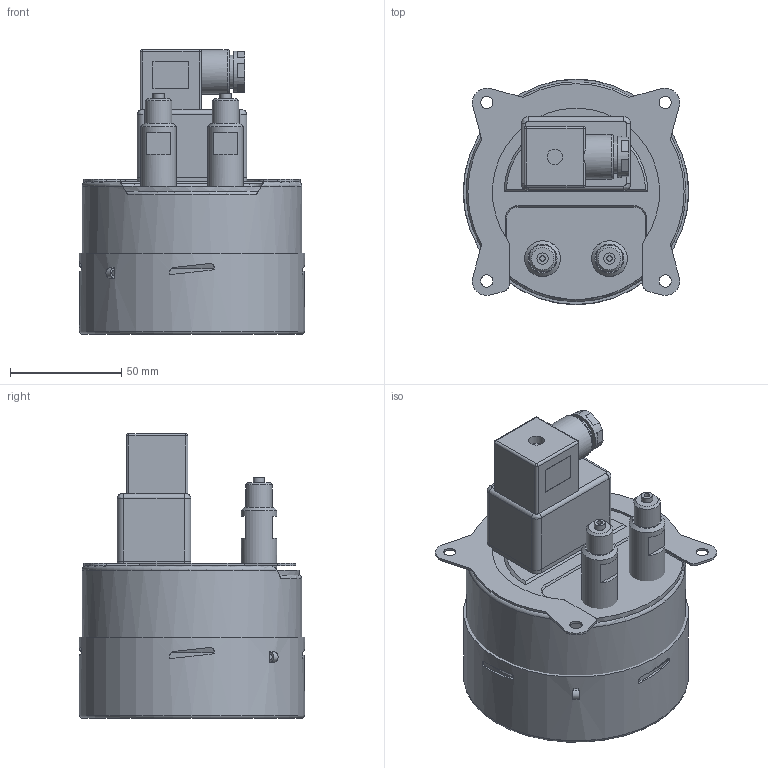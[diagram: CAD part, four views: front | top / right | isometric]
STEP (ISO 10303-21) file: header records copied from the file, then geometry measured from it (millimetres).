
FILE_DESCRIPTION(/* description */ ('ТМ2ж-520ТЭКТ с подсв'),/* implementation_level */ '2;1');
FILE_NAME(/* name */ 'ТМ2ж-520ТЭКТ с подсв.stp',/* time_stamp */ '2023-08-21T14:43:10+03:00',/* author */ ('Tech'),/* organization */ (''),/* preprocessor_version */ 'ST-DEVELOPER v18.1',/* originating_system */ 'Autodesk Inventor 2021',/* authorisation */ '');
FILE_SCHEMA (('AUTOMOTIVE_DESIGN { 1 0 10303 214 3 1 1 }'));
Length unit declared in the file: millimetre
Products named in the file (1): ТМ2ж-520ТЭКТ 
с подсв
Bounding box: 101 x 101 x 127.73 mm (x, y, z)
Volume: 605811.1 mm3; surface area: 93511.5 mm2
Topology: 8 solids, 9 shells, 707 faces, 1834 edges, 1232 vertices
Faces by surface type: plane 510, cylinder 123, bspline 27, cone 24, torus 19, sphere 4
Full cylindrical faces by diameter (mm): 0.99 x1, 2.093 x1, 2.5 x2, 3 x2, 3.5 x10, 4 x2, 4.143 x1, 5 x2, 5.5 x4, 7 x1, 8 x1, 10 x1, 12 x2, 15 x2, 16 x2, 18.5 x1, 20 x1, 87 x1, 96.5 x1, 98.5 x1, 101 x1
Entity records: 22094 total; most frequent: CARTESIAN_POINT 4447, ORIENTED_EDGE 3656, DIRECTION 3549, EDGE_CURVE 1828, LINE 1295, VECTOR 1295, VERTEX_POINT 1232, AXIS2_PLACEMENT_3D 1127
